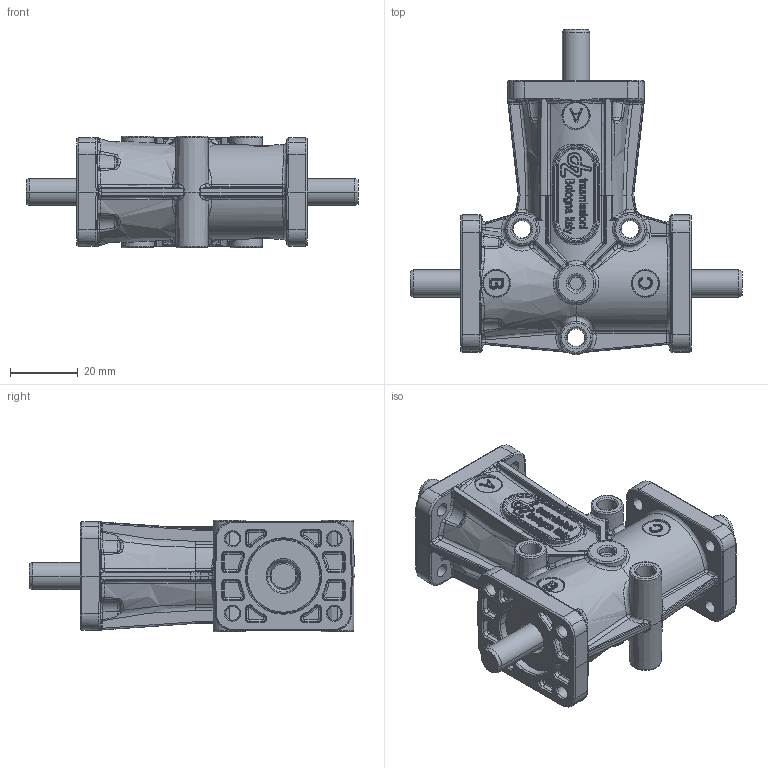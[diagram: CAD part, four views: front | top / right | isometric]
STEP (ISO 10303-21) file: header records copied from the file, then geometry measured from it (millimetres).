
FILE_DESCRIPTION(('STEP AP214'),'1');
FILE_NAME('dz_13_-_-_3fabc.stp','2017-07-06T16:25:58',('TraceParts'),('TraceParts S.A.'),'Spatial InterOp 3D',' ',' ');
FILE_SCHEMA(('automotive_design'));
Length unit declared in the file: millimetre
Products named in the file (1): dz_13_-_-_3fabc
Bounding box: 98 x 96 x 33 mm (x, y, z)
Volume: 91362.1 mm3; surface area: 25030.9 mm2
Topology: 1 solids, 1 shells, 3140 faces, 7532 edges, 4380 vertices
Faces by surface type: bspline 1250, cylinder 980, plane 479, cone 314, torus 80, sphere 37
Entity records: 201135 total; most frequent: CARTESIAN_POINT 109133, ORIENTED_EDGE 14858, DIRECTION 12625, EDGE_CURVE 7429, AXIS2_PLACEMENT_3D 5005, VERTEX_POINT 4380, EDGE_LOOP 3259, STYLED_ITEM 3141
